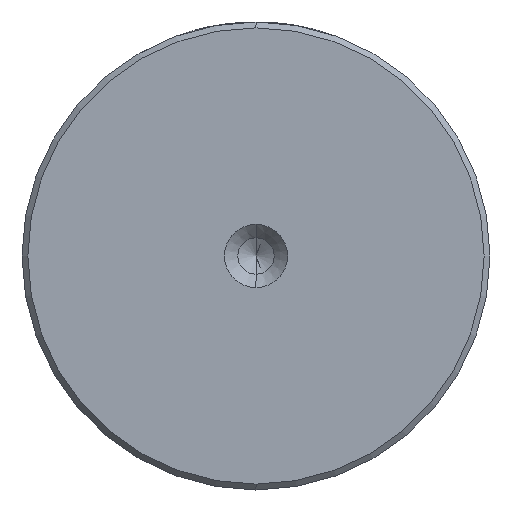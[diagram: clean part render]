
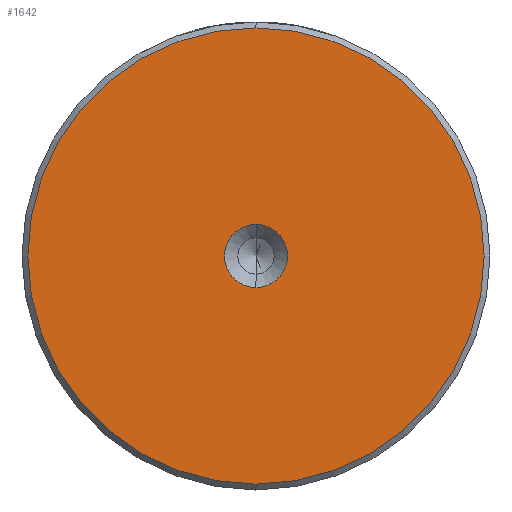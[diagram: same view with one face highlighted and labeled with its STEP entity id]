
A CAD part, left-side view. The second image highlights one B-rep face of the part: STEP entity #1642.
In plain terms, the highlighted planar face has unit normal (-1, 0, 0).
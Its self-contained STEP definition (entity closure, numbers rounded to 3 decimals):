
#117 = DIRECTION ( 'NONE',  ( 0., 0., 1. ) ) ;
#240 = ORIENTED_EDGE ( 'NONE', *, *, #2228, .T. ) ;
#285 = EDGE_LOOP ( 'NONE', ( #488, #240 ) ) ;
#305 = VERTEX_POINT ( 'NONE', #2391 ) ;
#318 = ORIENTED_EDGE ( 'NONE', *, *, #2701, .F. ) ;
#488 = ORIENTED_EDGE ( 'NONE', *, *, #566, .T. ) ;
#527 = ORIENTED_EDGE ( 'NONE', *, *, #1396, .F. ) ;
#529 = AXIS2_PLACEMENT_3D ( 'NONE', #3054, #1599, #117 ) ;
#566 = EDGE_CURVE ( 'NONE', #1975, #305, #2720, .T. ) ;
#568 = AXIS2_PLACEMENT_3D ( 'NONE', #2768, #1305, #3007 ) ;
#656 = CARTESIAN_POINT ( 'NONE',  ( 0., 0., -19.5 ) ) ;
#838 = VERTEX_POINT ( 'NONE', #2338 ) ;
#844 = PLANE ( 'NONE',  #1587 ) ;
#904 = AXIS2_PLACEMENT_3D ( 'NONE', #1140, #2846, #1387 ) ;
#1140 = CARTESIAN_POINT ( 'NONE',  ( 0., 0., 0. ) ) ;
#1252 = CIRCLE ( 'NONE', #904, 2.7 ) ;
#1305 = DIRECTION ( 'NONE',  ( -1., 0., 0. ) ) ;
#1341 = CARTESIAN_POINT ( 'NONE',  ( 0., 0., 0. ) ) ;
#1387 = DIRECTION ( 'NONE',  ( 0., 0., 1. ) ) ;
#1396 = EDGE_CURVE ( 'NONE', #2070, #838, #2521, .T. ) ;
#1463 = CARTESIAN_POINT ( 'NONE',  ( 0., 0., 0. ) ) ;
#1587 = AXIS2_PLACEMENT_3D ( 'NONE', #1341, #3057, #1600 ) ;
#1599 = DIRECTION ( 'NONE',  ( -1., 0., 0. ) ) ;
#1600 = DIRECTION ( 'NONE',  ( 0., 0., 1. ) ) ;
#1642 = ADVANCED_FACE ( 'NONE', ( #1917, #3132 ), #844, .T. ) ;
#1705 = DIRECTION ( 'NONE',  ( 0., 0., 1. ) ) ;
#1756 = CARTESIAN_POINT ( 'NONE',  ( 0., 0., -2.7 ) ) ;
#1914 = CIRCLE ( 'NONE', #529, 19.5 ) ;
#1917 = FACE_OUTER_BOUND ( 'NONE', #285, .T. ) ;
#1975 = VERTEX_POINT ( 'NONE', #656 ) ;
#2011 = AXIS2_PLACEMENT_3D ( 'NONE', #1463, #3164, #1705 ) ;
#2070 = VERTEX_POINT ( 'NONE', #1756 ) ;
#2228 = EDGE_CURVE ( 'NONE', #305, #1975, #1914, .T. ) ;
#2338 = CARTESIAN_POINT ( 'NONE',  ( 0., 0., 2.7 ) ) ;
#2391 = CARTESIAN_POINT ( 'NONE',  ( 0., 0., 19.5 ) ) ;
#2521 = CIRCLE ( 'NONE', #2011, 2.7 ) ;
#2701 = EDGE_CURVE ( 'NONE', #838, #2070, #1252, .T. ) ;
#2720 = CIRCLE ( 'NONE', #568, 19.5 ) ;
#2768 = CARTESIAN_POINT ( 'NONE',  ( 0., 0., 0. ) ) ;
#2846 = DIRECTION ( 'NONE',  ( -1., 0., 0. ) ) ;
#3007 = DIRECTION ( 'NONE',  ( 0., 0., 1. ) ) ;
#3054 = CARTESIAN_POINT ( 'NONE',  ( 0., 0., 0. ) ) ;
#3057 = DIRECTION ( 'NONE',  ( -1., 0., 0. ) ) ;
#3076 = EDGE_LOOP ( 'NONE', ( #318, #527 ) ) ;
#3132 = FACE_BOUND ( 'NONE', #3076, .T. ) ;
#3164 = DIRECTION ( 'NONE',  ( -1., 0., 0. ) ) ;
